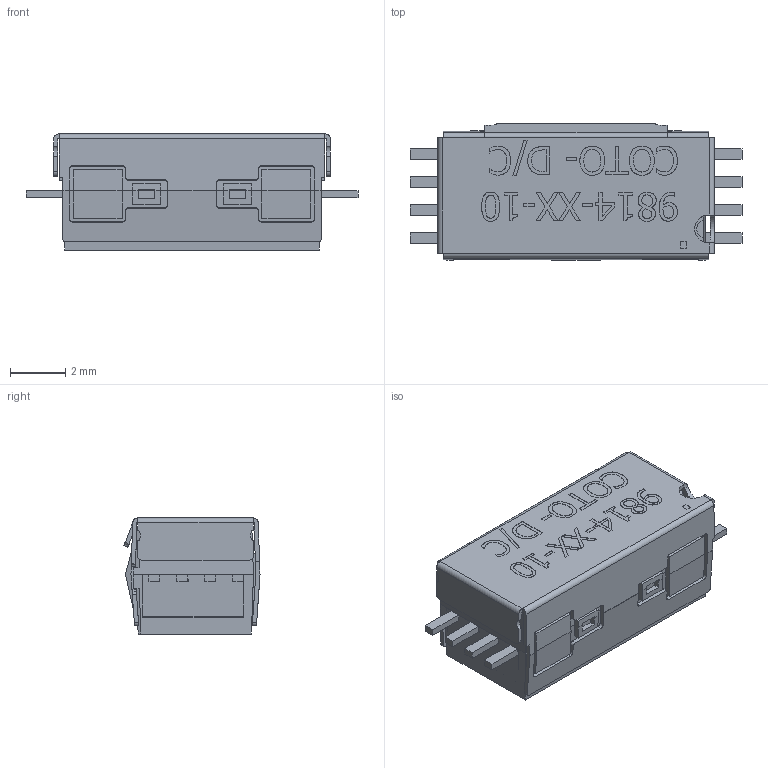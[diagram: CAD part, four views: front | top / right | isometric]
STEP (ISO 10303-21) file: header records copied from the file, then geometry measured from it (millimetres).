
FILE_DESCRIPTION((''),'2;1');
FILE_NAME('9814- A (A).stp','2012-09-17T11:54:40',('odafonseca'),(''),'Autodesk Inventor 2011','Autodesk Inventor 2011','');
FILE_SCHEMA(('AUTOMOTIVE_DESIGN { 1 0 10303 214 1 1 1 1 }'));
Length unit declared in the file: inch
Products named in the file (1): 9814- A (A)
Bounding box: 12.06 x 4.94 x 4.22 mm (x, y, z)
Volume: 126.1 mm3; surface area: 445.1 mm2
Topology: 1 solids, 2 shells, 524 faces, 1457 edges, 958 vertices
Faces by surface type: plane 335, bspline 130, cylinder 59
Full cylindrical faces by diameter (mm): 1.778 x2
Entity records: 18340 total; most frequent: CARTESIAN_POINT 5090, ORIENTED_EDGE 2910, DIRECTION 2137, EDGE_CURVE 1455, VECTOR 1067, LINE 1067, VERTEX_POINT 958, EDGE_LOOP 557
